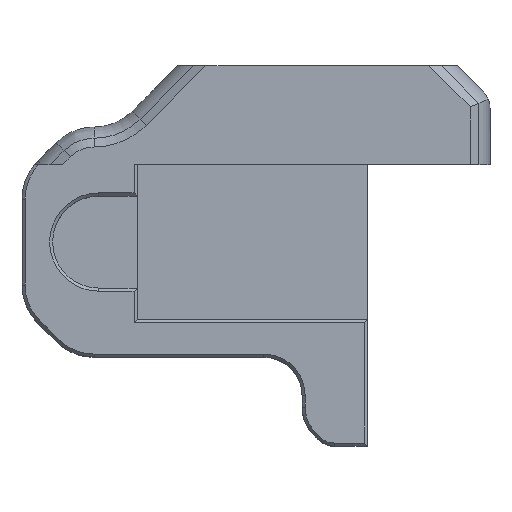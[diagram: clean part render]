
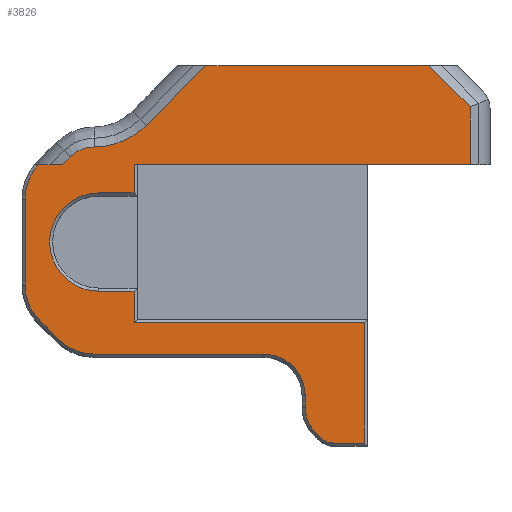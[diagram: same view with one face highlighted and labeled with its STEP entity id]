
A CAD part, top view. The second image highlights one B-rep face of the part: STEP entity #3826.
In plain terms, the highlighted planar face has unit normal (0, 0, 1).
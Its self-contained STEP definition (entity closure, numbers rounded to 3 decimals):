
#393=FACE_OUTER_BOUND('',#647,.T.);
#647=EDGE_LOOP('',(#3206,#3207,#3208,#3209,#3210,#3211,#3212,#3213,#3214,
#3215,#3216,#3217,#3218,#3219,#3220,#3221,#3222,#3223,#3224,#3225,#3226,
#3227,#3228,#3229,#3230,#3231,#3232,#3233,#3234));
#811=CIRCLE('',#4109,4.4);
#812=CIRCLE('',#4112,9.6);
#846=CIRCLE('',#4192,6.6);
#847=CIRCLE('',#4193,6.6);
#848=CIRCLE('',#4194,6.6);
#849=CIRCLE('',#4195,5.4);
#850=CIRCLE('',#4196,4.6);
#851=CIRCLE('',#4197,2.6);
#852=CIRCLE('',#4198,6.4);
#1055=LINE('',#6626,#1374);
#1058=LINE('',#6631,#1377);
#1060=LINE('',#6636,#1379);
#1063=LINE('',#6644,#1382);
#1066=LINE('',#6652,#1385);
#1092=LINE('',#6704,#1411);
#1096=LINE('',#6713,#1415);
#1102=LINE('',#6731,#1421);
#1150=LINE('',#7076,#1469);
#1151=LINE('',#7080,#1470);
#1152=LINE('',#7084,#1471);
#1153=LINE('',#7088,#1472);
#1154=LINE('',#7092,#1473);
#1155=LINE('',#7096,#1474);
#1156=LINE('',#7098,#1475);
#1157=LINE('',#7100,#1476);
#1158=LINE('',#7102,#1477);
#1159=LINE('',#7104,#1478);
#1160=LINE('',#7108,#1479);
#1161=LINE('',#7109,#1480);
#1374=VECTOR('',#4846,1000.);
#1377=VECTOR('',#4851,1000.);
#1379=VECTOR('',#4855,1000.);
#1382=VECTOR('',#4864,1000.);
#1385=VECTOR('',#4873,1000.);
#1411=VECTOR('',#4947,1000.);
#1415=VECTOR('',#4953,10.);
#1421=VECTOR('',#4969,10.);
#1469=VECTOR('',#5115,1000.);
#1470=VECTOR('',#5118,1000.);
#1471=VECTOR('',#5121,1000.);
#1472=VECTOR('',#5124,1000.);
#1473=VECTOR('',#5127,1000.);
#1474=VECTOR('',#5130,1000.);
#1475=VECTOR('',#5131,1000.);
#1476=VECTOR('',#5132,1000.);
#1477=VECTOR('',#5133,1000.);
#1478=VECTOR('',#5134,1000.);
#1479=VECTOR('',#5137,1000.);
#1480=VECTOR('',#5138,1000.);
#1735=VERTEX_POINT('',#6623);
#1736=VERTEX_POINT('',#6625);
#1737=VERTEX_POINT('',#6629);
#1738=VERTEX_POINT('',#6633);
#1739=VERTEX_POINT('',#6635);
#1740=VERTEX_POINT('',#6639);
#1741=VERTEX_POINT('',#6643);
#1742=VERTEX_POINT('',#6647);
#1743=VERTEX_POINT('',#6651);
#1749=VERTEX_POINT('',#6712);
#1753=VERTEX_POINT('',#6727);
#1821=VERTEX_POINT('',#7073);
#1822=VERTEX_POINT('',#7075);
#1823=VERTEX_POINT('',#7077);
#1824=VERTEX_POINT('',#7079);
#1825=VERTEX_POINT('',#7081);
#1826=VERTEX_POINT('',#7083);
#1827=VERTEX_POINT('',#7085);
#1828=VERTEX_POINT('',#7087);
#1829=VERTEX_POINT('',#7089);
#1830=VERTEX_POINT('',#7091);
#1831=VERTEX_POINT('',#7093);
#1832=VERTEX_POINT('',#7095);
#1833=VERTEX_POINT('',#7097);
#1834=VERTEX_POINT('',#7099);
#1835=VERTEX_POINT('',#7101);
#1836=VERTEX_POINT('',#7103);
#1837=VERTEX_POINT('',#7105);
#1838=VERTEX_POINT('',#7107);
#2165=EDGE_CURVE('',#1735,#1736,#1055,.T.);
#2168=EDGE_CURVE('',#1737,#1735,#1058,.T.);
#2170=EDGE_CURVE('',#1738,#1739,#1060,.T.);
#2172=EDGE_CURVE('',#1739,#1740,#811,.F.);
#2174=EDGE_CURVE('',#1740,#1741,#1063,.T.);
#2176=EDGE_CURVE('',#1741,#1742,#812,.T.);
#2178=EDGE_CURVE('',#1742,#1743,#1066,.T.);
#2206=EDGE_CURVE('',#1737,#1743,#1092,.T.);
#2210=EDGE_CURVE('',#1749,#1736,#1096,.T.);
#2219=EDGE_CURVE('',#1738,#1753,#1102,.T.);
#2302=EDGE_CURVE('',#1753,#1821,#846,.T.);
#2303=EDGE_CURVE('',#1821,#1822,#1150,.T.);
#2304=EDGE_CURVE('',#1822,#1823,#847,.T.);
#2305=EDGE_CURVE('',#1823,#1824,#1151,.T.);
#2306=EDGE_CURVE('',#1824,#1825,#848,.T.);
#2307=EDGE_CURVE('',#1825,#1826,#1152,.T.);
#2308=EDGE_CURVE('',#1826,#1827,#849,.F.);
#2309=EDGE_CURVE('',#1827,#1828,#1153,.T.);
#2310=EDGE_CURVE('',#1828,#1829,#850,.T.);
#2311=EDGE_CURVE('',#1829,#1830,#1154,.T.);
#2312=EDGE_CURVE('',#1830,#1831,#851,.T.);
#2313=EDGE_CURVE('',#1831,#1832,#1155,.T.);
#2314=EDGE_CURVE('',#1832,#1833,#1156,.T.);
#2315=EDGE_CURVE('',#1833,#1834,#1157,.T.);
#2316=EDGE_CURVE('',#1834,#1835,#1158,.T.);
#2317=EDGE_CURVE('',#1835,#1836,#1159,.T.);
#2318=EDGE_CURVE('',#1836,#1837,#852,.F.);
#2319=EDGE_CURVE('',#1837,#1838,#1160,.T.);
#2320=EDGE_CURVE('',#1838,#1749,#1161,.T.);
#3206=ORIENTED_EDGE('',*,*,#2219,.T.);
#3207=ORIENTED_EDGE('',*,*,#2302,.T.);
#3208=ORIENTED_EDGE('',*,*,#2303,.T.);
#3209=ORIENTED_EDGE('',*,*,#2304,.T.);
#3210=ORIENTED_EDGE('',*,*,#2305,.T.);
#3211=ORIENTED_EDGE('',*,*,#2306,.T.);
#3212=ORIENTED_EDGE('',*,*,#2307,.T.);
#3213=ORIENTED_EDGE('',*,*,#2308,.T.);
#3214=ORIENTED_EDGE('',*,*,#2309,.T.);
#3215=ORIENTED_EDGE('',*,*,#2310,.T.);
#3216=ORIENTED_EDGE('',*,*,#2311,.T.);
#3217=ORIENTED_EDGE('',*,*,#2312,.T.);
#3218=ORIENTED_EDGE('',*,*,#2313,.T.);
#3219=ORIENTED_EDGE('',*,*,#2314,.T.);
#3220=ORIENTED_EDGE('',*,*,#2315,.T.);
#3221=ORIENTED_EDGE('',*,*,#2316,.T.);
#3222=ORIENTED_EDGE('',*,*,#2317,.T.);
#3223=ORIENTED_EDGE('',*,*,#2318,.T.);
#3224=ORIENTED_EDGE('',*,*,#2319,.T.);
#3225=ORIENTED_EDGE('',*,*,#2320,.T.);
#3226=ORIENTED_EDGE('',*,*,#2210,.T.);
#3227=ORIENTED_EDGE('',*,*,#2165,.F.);
#3228=ORIENTED_EDGE('',*,*,#2168,.F.);
#3229=ORIENTED_EDGE('',*,*,#2206,.T.);
#3230=ORIENTED_EDGE('',*,*,#2178,.F.);
#3231=ORIENTED_EDGE('',*,*,#2176,.F.);
#3232=ORIENTED_EDGE('',*,*,#2174,.F.);
#3233=ORIENTED_EDGE('',*,*,#2172,.F.);
#3234=ORIENTED_EDGE('',*,*,#2170,.F.);
#3650=PLANE('',#4191);
#3826=ADVANCED_FACE('',(#393),#3650,.T.);
#4109=AXIS2_PLACEMENT_3D('',#6640,#4859,#4860);
#4112=AXIS2_PLACEMENT_3D('',#6648,#4868,#4869);
#4191=AXIS2_PLACEMENT_3D('',#7072,#5111,#5112);
#4192=AXIS2_PLACEMENT_3D('',#7074,#5113,#5114);
#4193=AXIS2_PLACEMENT_3D('',#7078,#5116,#5117);
#4194=AXIS2_PLACEMENT_3D('',#7082,#5119,#5120);
#4195=AXIS2_PLACEMENT_3D('',#7086,#5122,#5123);
#4196=AXIS2_PLACEMENT_3D('',#7090,#5125,#5126);
#4197=AXIS2_PLACEMENT_3D('',#7094,#5128,#5129);
#4198=AXIS2_PLACEMENT_3D('',#7106,#5135,#5136);
#4846=DIRECTION('',(0.,-1.,0.));
#4851=DIRECTION('',(0.707,-0.707,0.));
#4855=DIRECTION('',(0.707,0.707,0.));
#4859=DIRECTION('center_axis',(0.,0.,
1.));
#4860=DIRECTION('ref_axis',(1.,0.,0.));
#4864=DIRECTION('',(1.,0.,0.));
#4868=DIRECTION('center_axis',(0.,0.,
1.));
#4869=DIRECTION('ref_axis',(1.,0.,0.));
#4873=DIRECTION('',(0.707,0.707,0.));
#4947=DIRECTION('',(-1.,0.,0.));
#4953=DIRECTION('',(1.,0.,0.));
#4969=DIRECTION('',(-1.,0.,0.));
#5111=DIRECTION('center_axis',(0.,0.,1.));
#5112=DIRECTION('ref_axis',(1.,0.,0.));
#5113=DIRECTION('center_axis',(0.,0.,1.));
#5114=DIRECTION('ref_axis',(1.,0.,0.));
#5115=DIRECTION('',(0.,-1.,0.));
#5116=DIRECTION('center_axis',(0.,0.,1.));
#5117=DIRECTION('ref_axis',(1.,0.,0.));
#5118=DIRECTION('',(0.707,-0.707,0.));
#5119=DIRECTION('center_axis',(0.,0.,1.));
#5120=DIRECTION('ref_axis',(1.,0.,0.));
#5121=DIRECTION('',(1.,0.,0.));
#5122=DIRECTION('center_axis',(0.,0.,1.));
#5123=DIRECTION('ref_axis',(1.,0.,0.));
#5124=DIRECTION('',(0.,-1.,0.));
#5125=DIRECTION('center_axis',(0.,0.,1.));
#5126=DIRECTION('ref_axis',(1.,0.,0.));
#5127=DIRECTION('',(0.707,-0.707,0.));
#5128=DIRECTION('center_axis',(0.,0.,1.));
#5129=DIRECTION('ref_axis',(1.,0.,0.));
#5130=DIRECTION('',(1.,0.,0.));
#5131=DIRECTION('',(0.,1.,0.));
#5132=DIRECTION('',(-1.,0.,0.));
#5133=DIRECTION('',(0.,1.,0.));
#5134=DIRECTION('',(-1.,0.,0.));
#5135=DIRECTION('center_axis',(0.,0.,1.));
#5136=DIRECTION('ref_axis',(1.,0.,0.));
#5137=DIRECTION('',(1.,0.,0.));
#5138=DIRECTION('',(0.,1.,0.));
#6623=CARTESIAN_POINT('',(-21.6,170.623,20.));
#6625=CARTESIAN_POINT('',(-21.6,163.1,20.));
#6626=CARTESIAN_POINT('',(-21.6,163.1,20.));
#6629=CARTESIAN_POINT('',(-26.977,176.,20.));
#6631=CARTESIAN_POINT('',(18.612,130.412,20.));
#6633=CARTESIAN_POINT('',(-74.723,163.1,20.));
#6635=CARTESIAN_POINT('',(-73.712,164.111,20.));
#6636=CARTESIAN_POINT('',(-73.712,164.111,20.));
#6639=CARTESIAN_POINT('',(-70.601,165.4,20.));
#6640=CARTESIAN_POINT('Origin',(-70.601,161.,20.));
#6643=CARTESIAN_POINT('',(-70.599,165.4,20.));
#6644=CARTESIAN_POINT('',(-70.599,165.4,20.));
#6647=CARTESIAN_POINT('',(-63.811,168.212,20.));
#6648=CARTESIAN_POINT('Origin',(-70.599,175.,20.));
#6651=CARTESIAN_POINT('',(-56.023,176.,20.));
#6652=CARTESIAN_POINT('',(-67.612,164.412,20.));
#6704=CARTESIAN_POINT('',(-41.5,176.,20.));
#6712=CARTESIAN_POINT('',(-65.4,163.1,20.));
#6713=CARTESIAN_POINT('',(-28.5,163.1,20.));
#6727=CARTESIAN_POINT('',(-77.829,163.1,20.));
#6731=CARTESIAN_POINT('',(-28.5,163.1,20.));
#7072=CARTESIAN_POINT('Origin',(-7.5,104.3,20.));
#7073=CARTESIAN_POINT('',(-79.6,158.601,20.));
#7074=CARTESIAN_POINT('Origin',(-73.,158.601,20.));
#7075=CARTESIAN_POINT('',(-79.6,147.399,20.));
#7076=CARTESIAN_POINT('',(-79.6,104.3,20.));
#7077=CARTESIAN_POINT('',(-77.667,142.733,20.));
#7078=CARTESIAN_POINT('Origin',(-73.,147.399,20.));
#7079=CARTESIAN_POINT('',(-75.267,140.333,20.));
#7080=CARTESIAN_POINT('',(-23.367,88.433,20.));
#7081=CARTESIAN_POINT('',(-70.601,138.4,20.));
#7082=CARTESIAN_POINT('Origin',(-70.601,145.,20.));
#7083=CARTESIAN_POINT('',(-48.5,138.4,20.));
#7084=CARTESIAN_POINT('',(-7.5,138.4,20.));
#7085=CARTESIAN_POINT('',(-43.1,133.,20.));
#7086=CARTESIAN_POINT('Origin',(-48.5,133.,20.));
#7087=CARTESIAN_POINT('',(-43.1,131.471,20.));
#7088=CARTESIAN_POINT('',(-43.1,104.3,20.));
#7089=CARTESIAN_POINT('',(-41.753,128.218,20.));
#7090=CARTESIAN_POINT('Origin',(-38.5,131.471,20.));
#7091=CARTESIAN_POINT('',(-41.096,127.562,20.));
#7092=CARTESIAN_POINT('',(-12.667,99.133,20.));
#7093=CARTESIAN_POINT('',(-39.257,126.8,20.));
#7094=CARTESIAN_POINT('Origin',(-39.257,129.4,20.));
#7095=CARTESIAN_POINT('',(-35.4,126.8,20.));
#7096=CARTESIAN_POINT('',(-7.5,126.8,20.));
#7097=CARTESIAN_POINT('',(-35.4,142.5,20.));
#7098=CARTESIAN_POINT('',(-35.4,104.3,20.));
#7099=CARTESIAN_POINT('',(-65.4,142.5,20.));
#7100=CARTESIAN_POINT('',(-65.,142.5,20.));
#7101=CARTESIAN_POINT('',(-65.4,146.6,20.));
#7102=CARTESIAN_POINT('',(-65.4,147.,20.));
#7103=CARTESIAN_POINT('',(-70.,146.6,20.));
#7104=CARTESIAN_POINT('',(-70.,146.6,20.));
#7105=CARTESIAN_POINT('',(-70.,159.4,20.));
#7106=CARTESIAN_POINT('Origin',(-70.,153.,20.));
#7107=CARTESIAN_POINT('',(-65.4,159.4,20.));
#7108=CARTESIAN_POINT('',(-7.5,159.4,20.));
#7109=CARTESIAN_POINT('',(-65.4,163.1,20.));
